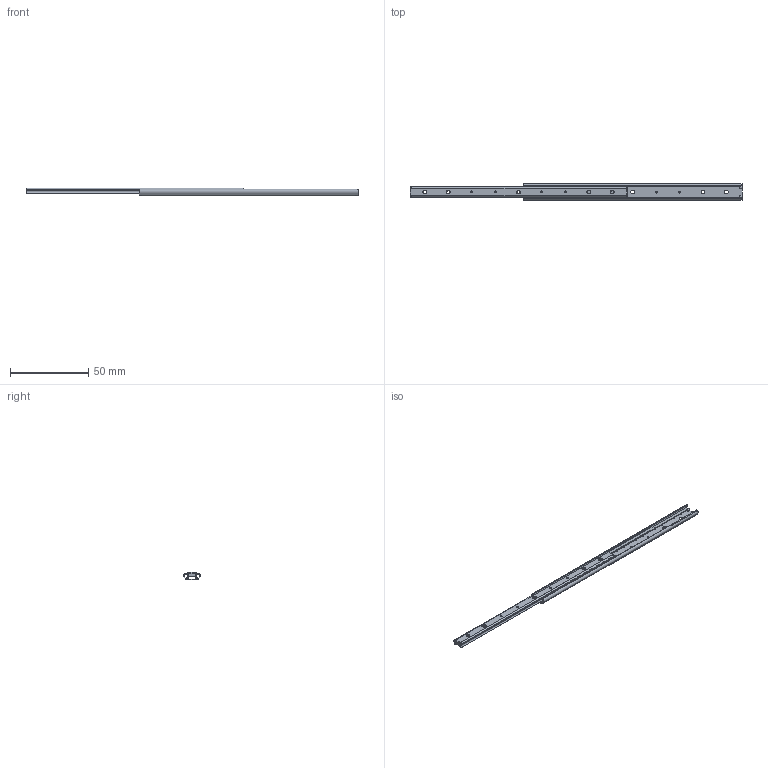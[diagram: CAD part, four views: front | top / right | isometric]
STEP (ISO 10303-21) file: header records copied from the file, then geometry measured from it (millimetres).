
FILE_DESCRIPTION (( 'STEP AP203' ), '1' );
FILE_NAME ('U1020-140.STEP', '2021-02-03T02:15:19', ( '' ), ( '' ), 'SwSTEP 2.0', 'SolidWorks 2019', '' );
FILE_SCHEMA (( 'CONFIG_CONTROL_DESIGN' ));
Length unit declared in the file: millimetre
Products named in the file (3): U1020-140; U1020-140 OM; U1020-140 IM
Assembly tree (2 placements, depth 2):
  U1020-140
    U1020-140 OM
    U1020-140 IM
Bounding box: 212.6 x 10.59 x 5 mm (x, y, z)
Volume: 1979.3 mm3; surface area: 8299.9 mm2
Topology: 2 solids, 2 shells, 267 faces, 760 edges, 494 vertices
Faces by surface type: cylinder 146, plane 73, torus 33, bspline 15
Entity records: 13525 total; most frequent: CARTESIAN_POINT 6383, ORIENTED_EDGE 1520, DIRECTION 1399, EDGE_CURVE 760, AXIS2_PLACEMENT_3D 547, VERTEX_POINT 494, EDGE_LOOP 308, VECTOR 305
